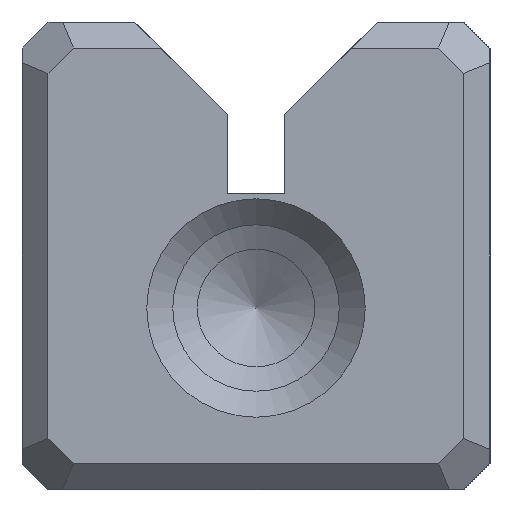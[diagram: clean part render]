
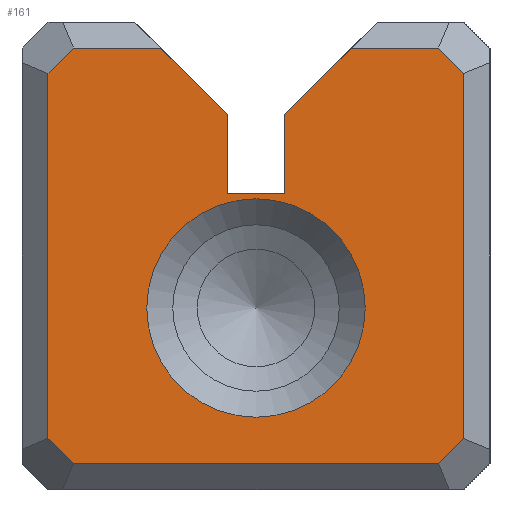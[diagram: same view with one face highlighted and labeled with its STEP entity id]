
A CAD part, left-side view. The second image highlights one B-rep face of the part: STEP entity #161.
In plain terms, the highlighted planar face has unit normal (-1, 0, 0).
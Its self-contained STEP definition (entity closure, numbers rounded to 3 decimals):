
#61=FACE_BOUND('',#290,.T.);
#62=FACE_BOUND('',#291,.T.);
#129=CIRCLE('',#1057,2.1);
#161=ADVANCED_FACE('',(#61,#62),#223,.F.);
#223=PLANE('',#1058);
#290=EDGE_LOOP('',(#391));
#291=EDGE_LOOP('',(#392,#393,#394,#395,#396,#397,#398,#399,#400,#401,#402,
#403,#404,#405));
#391=ORIENTED_EDGE('',*,*,#742,.T.);
#392=ORIENTED_EDGE('',*,*,#743,.T.);
#393=ORIENTED_EDGE('',*,*,#744,.T.);
#394=ORIENTED_EDGE('',*,*,#745,.F.);
#395=ORIENTED_EDGE('',*,*,#746,.F.);
#396=ORIENTED_EDGE('',*,*,#747,.F.);
#397=ORIENTED_EDGE('',*,*,#748,.F.);
#398=ORIENTED_EDGE('',*,*,#749,.F.);
#399=ORIENTED_EDGE('',*,*,#750,.T.);
#400=ORIENTED_EDGE('',*,*,#751,.T.);
#401=ORIENTED_EDGE('',*,*,#752,.T.);
#402=ORIENTED_EDGE('',*,*,#753,.T.);
#403=ORIENTED_EDGE('',*,*,#754,.T.);
#404=ORIENTED_EDGE('',*,*,#755,.T.);
#405=ORIENTED_EDGE('',*,*,#756,.T.);
#645=VERTEX_POINT('',#1448);
#646=VERTEX_POINT('',#1450);
#647=VERTEX_POINT('',#1451);
#648=VERTEX_POINT('',#1453);
#649=VERTEX_POINT('',#1455);
#650=VERTEX_POINT('',#1457);
#651=VERTEX_POINT('',#1459);
#652=VERTEX_POINT('',#1461);
#653=VERTEX_POINT('',#1463);
#654=VERTEX_POINT('',#1465);
#655=VERTEX_POINT('',#1467);
#656=VERTEX_POINT('',#1469);
#657=VERTEX_POINT('',#1471);
#658=VERTEX_POINT('',#1473);
#659=VERTEX_POINT('',#1475);
#742=EDGE_CURVE('',#645,#645,#129,.T.);
#743=EDGE_CURVE('',#646,#647,#869,.T.);
#744=EDGE_CURVE('',#647,#648,#870,.T.);
#745=EDGE_CURVE('',#649,#648,#871,.T.);
#746=EDGE_CURVE('',#650,#649,#872,.T.);
#747=EDGE_CURVE('',#651,#650,#873,.T.);
#748=EDGE_CURVE('',#652,#651,#874,.T.);
#749=EDGE_CURVE('',#653,#652,#875,.T.);
#750=EDGE_CURVE('',#653,#654,#876,.T.);
#751=EDGE_CURVE('',#654,#655,#877,.T.);
#752=EDGE_CURVE('',#655,#656,#878,.T.);
#753=EDGE_CURVE('',#656,#657,#879,.T.);
#754=EDGE_CURVE('',#657,#658,#880,.T.);
#755=EDGE_CURVE('',#658,#659,#881,.T.);
#756=EDGE_CURVE('',#659,#646,#882,.T.);
#869=LINE('',#1449,#965);
#870=LINE('',#1452,#966);
#871=LINE('',#1454,#967);
#872=LINE('',#1456,#968);
#873=LINE('',#1458,#969);
#874=LINE('',#1460,#970);
#875=LINE('',#1462,#971);
#876=LINE('',#1464,#972);
#877=LINE('',#1466,#973);
#878=LINE('',#1468,#974);
#879=LINE('',#1470,#975);
#880=LINE('',#1472,#976);
#881=LINE('',#1474,#977);
#882=LINE('',#1476,#978);
#965=VECTOR('',#1161,1.);
#966=VECTOR('',#1162,1.);
#967=VECTOR('',#1163,1.);
#968=VECTOR('',#1164,1.);
#969=VECTOR('',#1165,1.);
#970=VECTOR('',#1166,1.);
#971=VECTOR('',#1167,1.);
#972=VECTOR('',#1168,1.);
#973=VECTOR('',#1169,1.);
#974=VECTOR('',#1170,1.);
#975=VECTOR('',#1171,1.);
#976=VECTOR('',#1172,1.);
#977=VECTOR('',#1173,1.);
#978=VECTOR('',#1174,1.);
#1057=AXIS2_PLACEMENT_3D('',#1447,#1159,#1160);
#1058=AXIS2_PLACEMENT_3D('',#1477,#1175,#1176);
#1159=DIRECTION('',(1.,0.,0.));
#1160=DIRECTION('',(0.,0.,-1.));
#1161=DIRECTION('',(0.,0.707,0.707));
#1162=DIRECTION('',(0.,1.,0.));
#1163=DIRECTION('',(0.,-0.707,0.707));
#1164=DIRECTION('',(0.,0.,1.));
#1165=DIRECTION('',(0.,-1.,0.));
#1166=DIRECTION('',(0.,0.,-1.));
#1167=DIRECTION('',(0.,-0.707,-0.707));
#1168=DIRECTION('',(0.,1.,0.));
#1169=DIRECTION('',(0.,0.707,-0.707));
#1170=DIRECTION('',(0.,0.,-1.));
#1171=DIRECTION('',(0.,-0.707,-0.707));
#1172=DIRECTION('',(0.,-1.,0.));
#1173=DIRECTION('',(0.,-0.707,0.707));
#1174=DIRECTION('',(0.,0.,1.));
#1175=DIRECTION('',(1.,0.,0.));
#1176=DIRECTION('',(0.,0.,-1.));
#1447=CARTESIAN_POINT('',(-37.5,0.,-1.));
#1448=CARTESIAN_POINT('',(-37.5,0.,-3.1));
#1449=CARTESIAN_POINT('',(-37.5,-3.755,3.755));
#1450=CARTESIAN_POINT('',(-37.5,-4.,3.51));
#1451=CARTESIAN_POINT('',(-37.5,-3.51,4.));
#1452=CARTESIAN_POINT('',(-37.5,-2.328,4.));
#1453=CARTESIAN_POINT('',(-37.5,-1.828,4.));
#1454=CARTESIAN_POINT('',(-37.5,0.,2.172));
#1455=CARTESIAN_POINT('',(-37.5,-0.55,2.722));
#1456=CARTESIAN_POINT('',(-37.5,-0.55,1.2));
#1457=CARTESIAN_POINT('',(-37.5,-0.55,1.2));
#1458=CARTESIAN_POINT('',(-37.5,0.55,1.2));
#1459=CARTESIAN_POINT('',(-37.5,0.55,1.2));
#1460=CARTESIAN_POINT('',(-37.5,0.55,2.722));
#1461=CARTESIAN_POINT('',(-37.5,0.55,2.722));
#1462=CARTESIAN_POINT('',(-37.5,4.828,7.));
#1463=CARTESIAN_POINT('',(-37.5,1.828,4.));
#1464=CARTESIAN_POINT('',(-37.5,4.,4.));
#1465=CARTESIAN_POINT('',(-37.5,3.51,4.));
#1466=CARTESIAN_POINT('',(-37.5,3.755,3.755));
#1467=CARTESIAN_POINT('',(-37.5,4.,3.51));
#1468=CARTESIAN_POINT('',(-37.5,4.,-4.));
#1469=CARTESIAN_POINT('',(-37.5,4.,-3.51));
#1470=CARTESIAN_POINT('',(-37.5,3.755,-3.755));
#1471=CARTESIAN_POINT('',(-37.5,3.51,-4.));
#1472=CARTESIAN_POINT('',(-37.5,-4.,-4.));
#1473=CARTESIAN_POINT('',(-37.5,-3.51,-4.));
#1474=CARTESIAN_POINT('',(-37.5,-3.755,-3.755));
#1475=CARTESIAN_POINT('',(-37.5,-4.,-3.51));
#1476=CARTESIAN_POINT('',(-37.5,-4.,4.));
#1477=CARTESIAN_POINT('',(-37.5,0.,0.));
